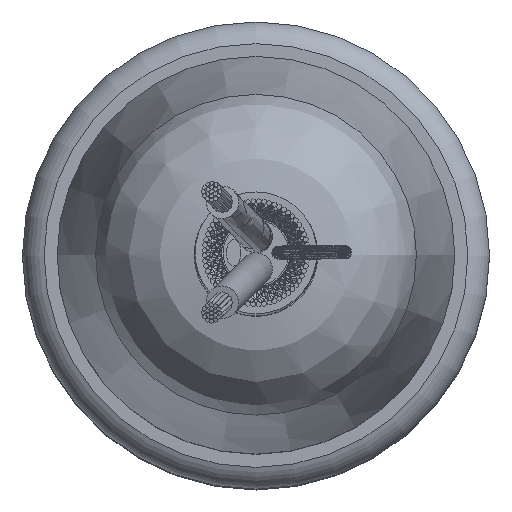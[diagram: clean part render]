
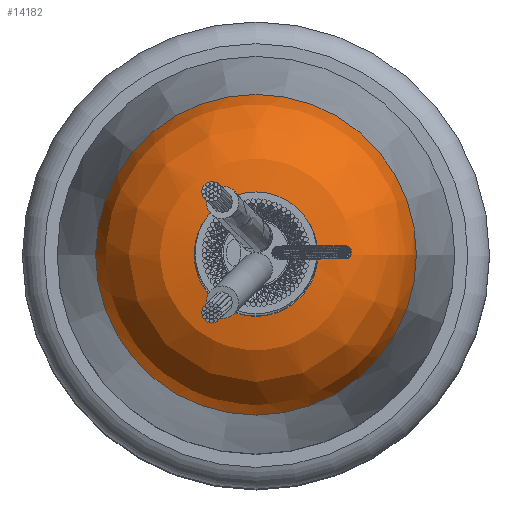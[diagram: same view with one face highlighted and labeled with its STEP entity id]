
A CAD part, top view. The second image highlights one B-rep face of the part: STEP entity #14182.
In plain terms, the highlighted free-form (B-spline) face has degree [2, 2] with [3, 9] control points.
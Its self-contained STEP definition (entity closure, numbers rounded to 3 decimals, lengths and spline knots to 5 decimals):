
#888=(
BOUNDED_CURVE()
B_SPLINE_CURVE(2,(#21013,#21014,#21015),.UNSPECIFIED.,.F.,.F.)
B_SPLINE_CURVE_WITH_KNOTS((3,3),(-1.5708,-0.12915),
 .UNSPECIFIED.)
CURVE()
GEOMETRIC_REPRESENTATION_ITEM()
RATIONAL_B_SPLINE_CURVE((1.,0.751,1.))
REPRESENTATION_ITEM('')
);
#889=(
BOUNDED_SURFACE()
B_SPLINE_SURFACE(2,2,((#20985,#20986,#20987,#20988,#20989,#20990,#20991,
#20992,#20993),(#20994,#20995,#20996,#20997,#20998,#20999,#21000,#21001,
#21002),(#21003,#21004,#21005,#21006,#21007,#21008,#21009,#21010,#21011)),
 .UNSPECIFIED.,.F.,.T.,.F.)
B_SPLINE_SURFACE_WITH_KNOTS((3,3),(3,2,2,2,3),(0.12915,1.5708),
(-3.14159,-1.5708,0.,1.5708,3.14159),
 .UNSPECIFIED.)
GEOMETRIC_REPRESENTATION_ITEM()
RATIONAL_B_SPLINE_SURFACE(((1.,0.707,1.,0.707,1.,
0.707,1.,0.707,1.),(0.751,0.531,
0.751,0.531,0.751,0.531,0.751,
0.531,0.751),(1.,0.707,1.,0.707,
1.,0.707,1.,0.707,1.)))
REPRESENTATION_ITEM('')
SURFACE()
);
#1548=FACE_OUTER_BOUND('',#2313,.T.);
#2313=EDGE_LOOP('',(#8563,#8564,#8565,#8566,#8567,#8568));
#3179=CIRCLE('',#14927,0.12429);
#3180=CIRCLE('',#14928,0.12429);
#3198=CIRCLE('',#14961,0.32263);
#3199=CIRCLE('',#14962,0.32263);
#4735=VERTEX_POINT('',#20932);
#4736=VERTEX_POINT('',#20933);
#4754=VERTEX_POINT('',#21012);
#4755=VERTEX_POINT('',#21016);
#6190=EDGE_CURVE('',#4735,#4736,#3179,.T.);
#6191=EDGE_CURVE('',#4736,#4735,#3180,.T.);
#6209=EDGE_CURVE('',#4736,#4754,#888,.T.);
#6210=EDGE_CURVE('',#4754,#4755,#3198,.T.);
#6211=EDGE_CURVE('',#4755,#4754,#3199,.T.);
#8563=ORIENTED_EDGE('',*,*,#6190,.T.);
#8564=ORIENTED_EDGE('',*,*,#6209,.T.);
#8565=ORIENTED_EDGE('',*,*,#6210,.T.);
#8566=ORIENTED_EDGE('',*,*,#6211,.T.);
#8567=ORIENTED_EDGE('',*,*,#6209,.F.);
#8568=ORIENTED_EDGE('',*,*,#6191,.T.);
#14182=ADVANCED_FACE('',(#1548),#889,.F.);
#14927=AXIS2_PLACEMENT_3D('',#20934,#16918,#16919);
#14928=AXIS2_PLACEMENT_3D('',#20935,#16920,#16921);
#14961=AXIS2_PLACEMENT_3D('',#21017,#16986,#16987);
#14962=AXIS2_PLACEMENT_3D('',#21018,#16988,#16989);
#16918=DIRECTION('center_axis',(0.,0.,
-1.));
#16919=DIRECTION('ref_axis',(0.,1.,0.));
#16920=DIRECTION('center_axis',(0.,0.,
-1.));
#16921=DIRECTION('ref_axis',(0.,1.,0.));
#16986=DIRECTION('center_axis',(0.,0.,
1.));
#16987=DIRECTION('ref_axis',(0.,1.,0.));
#16988=DIRECTION('center_axis',(0.,0.,
1.));
#16989=DIRECTION('ref_axis',(0.,1.,0.));
#20932=CARTESIAN_POINT('',(0.,-0.12429,2.258));
#20933=CARTESIAN_POINT('',(0.12429,0.,2.258));
#20934=CARTESIAN_POINT('Origin',(0.,0.,
2.258));
#20935=CARTESIAN_POINT('Origin',(0.,0.,
2.258));
#20985=CARTESIAN_POINT('Ctrl Pts',(0.32263,0.,
2.08376));
#20986=CARTESIAN_POINT('Ctrl Pts',(0.32263,0.32263,
2.08376));
#20987=CARTESIAN_POINT('Ctrl Pts',(0.,0.32263,
2.08376));
#20988=CARTESIAN_POINT('Ctrl Pts',(-0.32263,0.32263,
2.08376));
#20989=CARTESIAN_POINT('Ctrl Pts',(-0.32263,0.,
2.08376));
#20990=CARTESIAN_POINT('Ctrl Pts',(-0.32263,-0.32263,
2.08376));
#20991=CARTESIAN_POINT('Ctrl Pts',(0.,-0.32263,
2.08376));
#20992=CARTESIAN_POINT('Ctrl Pts',(0.32263,-0.32263,
2.08376));
#20993=CARTESIAN_POINT('Ctrl Pts',(0.32263,0.,
2.08376));
#20994=CARTESIAN_POINT('Ctrl Pts',(0.3,0.,
2.258));
#20995=CARTESIAN_POINT('Ctrl Pts',(0.3,0.3,2.258));
#20996=CARTESIAN_POINT('Ctrl Pts',(0.,0.3,2.258));
#20997=CARTESIAN_POINT('Ctrl Pts',(-0.3,0.3,2.258));
#20998=CARTESIAN_POINT('Ctrl Pts',(-0.3,0.,
2.258));
#20999=CARTESIAN_POINT('Ctrl Pts',(-0.3,-0.3,2.258));
#21000=CARTESIAN_POINT('Ctrl Pts',(0.,-0.3,2.258));
#21001=CARTESIAN_POINT('Ctrl Pts',(0.3,-0.3,2.258));
#21002=CARTESIAN_POINT('Ctrl Pts',(0.3,0.,
2.258));
#21003=CARTESIAN_POINT('Ctrl Pts',(0.12429,0.,
2.258));
#21004=CARTESIAN_POINT('Ctrl Pts',(0.12429,0.12429,
2.258));
#21005=CARTESIAN_POINT('Ctrl Pts',(0.,0.12429,
2.258));
#21006=CARTESIAN_POINT('Ctrl Pts',(-0.12429,0.12429,
2.258));
#21007=CARTESIAN_POINT('Ctrl Pts',(-0.12429,0.,
2.258));
#21008=CARTESIAN_POINT('Ctrl Pts',(-0.12429,-0.12429,
2.258));
#21009=CARTESIAN_POINT('Ctrl Pts',(0.,-0.12429,
2.258));
#21010=CARTESIAN_POINT('Ctrl Pts',(0.12429,-0.12429,
2.258));
#21011=CARTESIAN_POINT('Ctrl Pts',(0.12429,0.,
2.258));
#21012=CARTESIAN_POINT('',(0.32263,0.,2.08376));
#21013=CARTESIAN_POINT('Ctrl Pts',(0.12429,0.,
2.258));
#21014=CARTESIAN_POINT('Ctrl Pts',(0.3,0.,
2.258));
#21015=CARTESIAN_POINT('Ctrl Pts',(0.32263,0.,
2.08376));
#21016=CARTESIAN_POINT('',(0.,-0.32263,2.08376));
#21017=CARTESIAN_POINT('Origin',(0.,0.,
2.08376));
#21018=CARTESIAN_POINT('Origin',(0.,0.,
2.08376));
